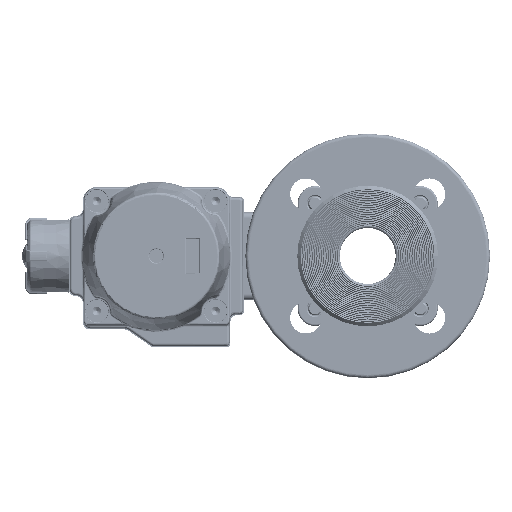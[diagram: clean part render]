
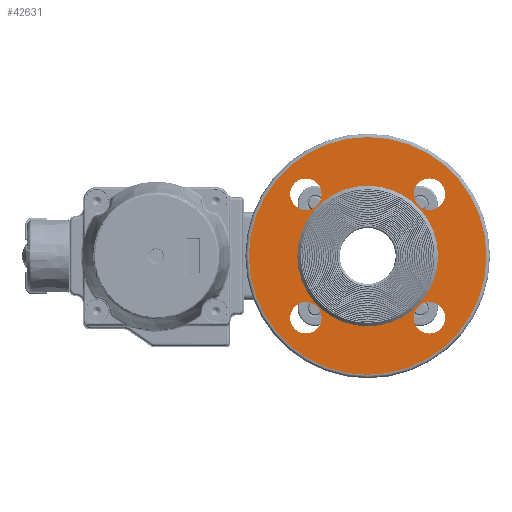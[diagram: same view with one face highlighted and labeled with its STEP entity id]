
A CAD part, left-side view. The second image highlights one B-rep face of the part: STEP entity #42631.
In plain terms, the highlighted planar face has unit normal (-1, 0, 0).
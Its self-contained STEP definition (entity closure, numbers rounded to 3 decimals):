
#6808=PLANE('',#46074);
#12246=ORIENTED_EDGE('',*,*,#23838,.T.);
#12247=ORIENTED_EDGE('',*,*,#23839,.F.);
#12248=ORIENTED_EDGE('',*,*,#23840,.F.);
#12249=ORIENTED_EDGE('',*,*,#23841,.F.);
#12250=ORIENTED_EDGE('',*,*,#23842,.F.);
#12251=ORIENTED_EDGE('',*,*,#23843,.F.);
#23838=EDGE_CURVE('',#29718,#29718,#33234,.T.);
#23839=EDGE_CURVE('',#29719,#29719,#33235,.T.);
#23840=EDGE_CURVE('',#29720,#29720,#33236,.T.);
#23841=EDGE_CURVE('',#29721,#29721,#33237,.T.);
#23842=EDGE_CURVE('',#29722,#29722,#33238,.T.);
#23843=EDGE_CURVE('',#29723,#29723,#33239,.T.);
#29718=VERTEX_POINT('',#94423);
#29719=VERTEX_POINT('',#94425);
#29720=VERTEX_POINT('',#94427);
#29721=VERTEX_POINT('',#94429);
#29722=VERTEX_POINT('',#94431);
#29723=VERTEX_POINT('',#94433);
#33234=CIRCLE('',#46075,68.);
#33235=CIRCLE('',#46076,40.25);
#33236=CIRCLE('',#46077,9.);
#33237=CIRCLE('',#46078,9.);
#33238=CIRCLE('',#46079,9.);
#33239=CIRCLE('',#46080,9.);
#35513=EDGE_LOOP('',(#12246));
#35514=EDGE_LOOP('',(#12247));
#35515=EDGE_LOOP('',(#12248));
#35516=EDGE_LOOP('',(#12249));
#35517=EDGE_LOOP('',(#12250));
#35518=EDGE_LOOP('',(#12251));
#38998=FACE_BOUND('',#35513,.T.);
#38999=FACE_BOUND('',#35514,.T.);
#39000=FACE_BOUND('',#35515,.T.);
#39001=FACE_BOUND('',#35516,.T.);
#39002=FACE_BOUND('',#35517,.T.);
#39003=FACE_BOUND('',#35518,.T.);
#42631=ADVANCED_FACE('',(#38998,#38999,#39000,#39001,#39002,#39003),#6808,
 .F.);
#46074=AXIS2_PLACEMENT_3D('',#94421,#51792,#51793);
#46075=AXIS2_PLACEMENT_3D('',#94422,#51794,#51795);
#46076=AXIS2_PLACEMENT_3D('',#94424,#51796,#51797);
#46077=AXIS2_PLACEMENT_3D('',#94426,#51798,#51799);
#46078=AXIS2_PLACEMENT_3D('',#94428,#51800,#51801);
#46079=AXIS2_PLACEMENT_3D('',#94430,#51802,#51803);
#46080=AXIS2_PLACEMENT_3D('',#94432,#51804,#51805);
#51792=DIRECTION('',(1.,0.,0.));
#51793=DIRECTION('',(0.,0.,-1.));
#51794=DIRECTION('',(-1.,0.,0.));
#51795=DIRECTION('',(0.,0.,1.));
#51796=DIRECTION('',(-1.,0.,0.));
#51797=DIRECTION('',(0.,0.,1.));
#51798=DIRECTION('',(-1.,0.,0.));
#51799=DIRECTION('',(0.,0.,1.));
#51800=DIRECTION('',(-1.,0.,0.));
#51801=DIRECTION('',(0.,0.,1.));
#51802=DIRECTION('',(-1.,0.,0.));
#51803=DIRECTION('',(0.,0.,1.));
#51804=DIRECTION('',(-1.,0.,0.));
#51805=DIRECTION('',(0.,0.,1.));
#94421=CARTESIAN_POINT('',(2.8,40.25,0.));
#94422=CARTESIAN_POINT('',(2.8,0.,0.));
#94423=CARTESIAN_POINT('',(2.8,0.,68.));
#94424=CARTESIAN_POINT('',(2.8,0.,0.));
#94425=CARTESIAN_POINT('',(2.8,0.,40.25));
#94426=CARTESIAN_POINT('',(2.8,35.355,35.355));
#94427=CARTESIAN_POINT('',(2.8,35.355,44.355));
#94428=CARTESIAN_POINT('',(2.8,-35.355,35.355));
#94429=CARTESIAN_POINT('',(2.8,-35.355,44.355));
#94430=CARTESIAN_POINT('',(2.8,-35.355,-35.355));
#94431=CARTESIAN_POINT('',(2.8,-35.355,-26.355));
#94432=CARTESIAN_POINT('',(2.8,35.355,-35.355));
#94433=CARTESIAN_POINT('',(2.8,35.355,-26.355));
